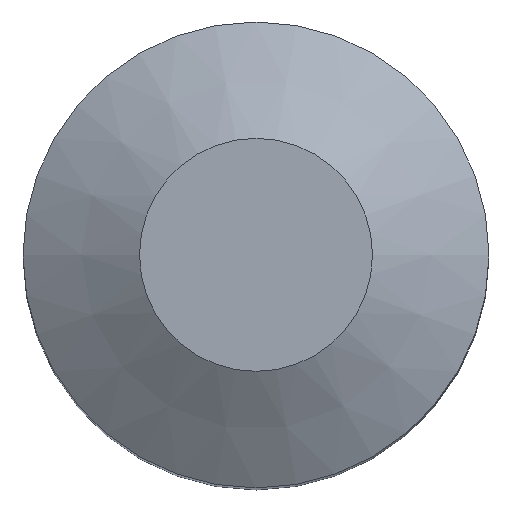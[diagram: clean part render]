
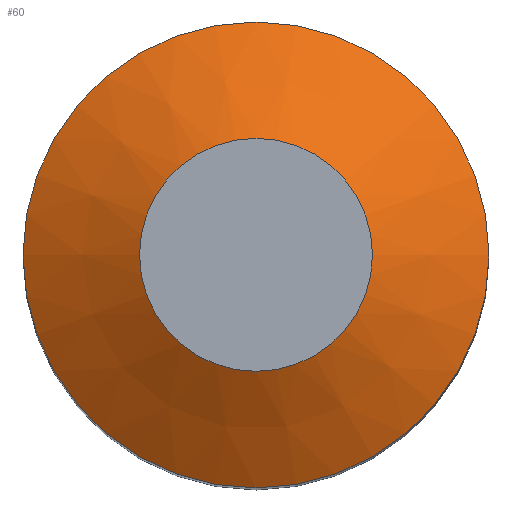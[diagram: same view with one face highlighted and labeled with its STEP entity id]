
A CAD part, top view. The second image highlights one B-rep face of the part: STEP entity #60.
In plain terms, the highlighted conical face has half-angle 60 degrees and reference radius 9 mm.
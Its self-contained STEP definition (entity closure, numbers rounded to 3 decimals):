
#60=ADVANCED_FACE('',(#78,#79),#67,.T.);
#67=CONICAL_SURFACE('',#199,9.,60.);
#78=FACE_BOUND('',#95,.T.);
#79=FACE_BOUND('',#96,.T.);
#95=EDGE_LOOP('',(#113));
#96=EDGE_LOOP('',(#114));
#113=ORIENTED_EDGE('',*,*,#137,.T.);
#114=ORIENTED_EDGE('',*,*,#138,.F.);
#127=VERTEX_POINT('',#289);
#128=VERTEX_POINT('',#292);
#137=EDGE_CURVE('',#127,#127,#146,.T.);
#138=EDGE_CURVE('',#128,#128,#147,.T.);
#146=CIRCLE('',#196,4.5);
#147=CIRCLE('',#198,9.);
#196=AXIS2_PLACEMENT_3D('',#288,#233,#234);
#198=AXIS2_PLACEMENT_3D('',#291,#237,#238);
#199=AXIS2_PLACEMENT_3D('',#293,#239,#240);
#233=DIRECTION('',(0.,0.,-1.));
#234=DIRECTION('',(1.,0.,0.));
#237=DIRECTION('',(0.,0.,-1.));
#238=DIRECTION('',(1.,0.,0.));
#239=DIRECTION('',(0.,0.,-1.));
#240=DIRECTION('',(1.,0.,0.));
#288=CARTESIAN_POINT('',(0.,0.,0.));
#289=CARTESIAN_POINT('',(4.5,0.,0.));
#291=CARTESIAN_POINT('',(0.,0.,-2.598));
#292=CARTESIAN_POINT('',(9.,0.,-2.598));
#293=CARTESIAN_POINT('',(0.,0.,-2.598));
